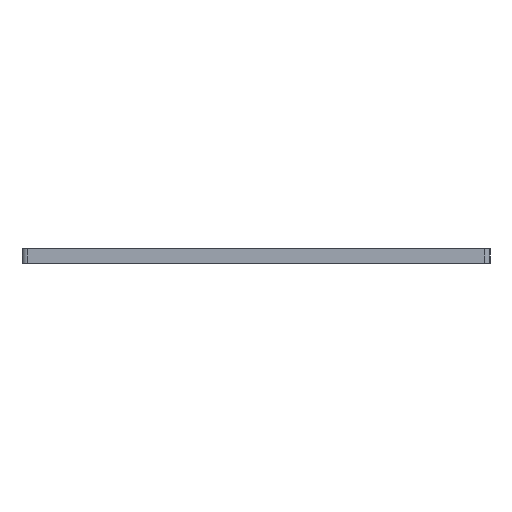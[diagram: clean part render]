
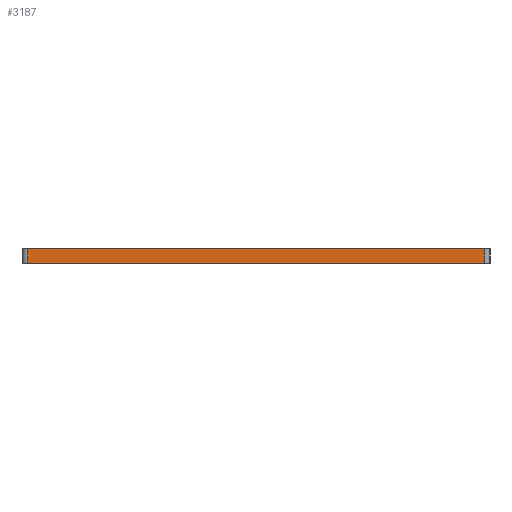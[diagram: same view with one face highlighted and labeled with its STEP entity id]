
A CAD part, left-side view. The second image highlights one B-rep face of the part: STEP entity #3187.
In plain terms, the highlighted planar face has unit normal (-1, 0, 0).
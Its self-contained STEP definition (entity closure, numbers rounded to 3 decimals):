
#72 = PLANE('',#73);
#73 = AXIS2_PLACEMENT_3D('',#74,#75,#76);
#74 = CARTESIAN_POINT('',(25.2,38.4,0.));
#75 = DIRECTION('',(0.,0.,-1.));
#76 = DIRECTION('',(-1.,0.,0.));
#126 = PLANE('',#127);
#127 = AXIS2_PLACEMENT_3D('',#128,#129,#130);
#128 = CARTESIAN_POINT('',(25.2,38.4,-2.02)
  );
#129 = DIRECTION('',(0.,0.,-1.));
#130 = DIRECTION('',(-1.,0.,0.));
#3069 = CYLINDRICAL_SURFACE('',#3070,0.751);
#3070 = AXIS2_PLACEMENT_3D('',#3071,#3072,#3073);
#3071 = CARTESIAN_POINT('',(25.226,102.649,-2.02)
  );
#3072 = DIRECTION('',(0.,0.,-1.));
#3073 = DIRECTION('',(-0.002,1.,0.));
#3107 = VERTEX_POINT('',#3108);
#3108 = CARTESIAN_POINT('',(24.475,102.65,0.));
#3134 = EDGE_CURVE('',#3135,#3107,#3137,.T.);
#3135 = VERTEX_POINT('',#3136);
#3136 = CARTESIAN_POINT('',(24.475,102.65,-2.02)
  );
#3137 = SURFACE_CURVE('',#3138,(#3142,#3149),.PCURVE_S1.);
#3138 = LINE('',#3139,#3140);
#3139 = CARTESIAN_POINT('',(24.475,102.65,-2.02)
  );
#3140 = VECTOR('',#3141,1.);
#3141 = DIRECTION('',(0.,0.,1.));
#3142 = PCURVE('',#3069,#3143);
#3143 = DEFINITIONAL_REPRESENTATION('',(#3144),#3148);
#3144 = LINE('',#3145,#3146);
#3145 = CARTESIAN_POINT('',(-1.568,0.));
#3146 = VECTOR('',#3147,1.);
#3147 = DIRECTION('',(0.,-1.));
#3148 = ( GEOMETRIC_REPRESENTATION_CONTEXT(2) 
PARAMETRIC_REPRESENTATION_CONTEXT() REPRESENTATION_CONTEXT('2D SPACE',''
  ) );
#3149 = PCURVE('',#3150,#3155);
#3150 = PLANE('',#3151);
#3151 = AXIS2_PLACEMENT_3D('',#3152,#3153,#3154);
#3152 = CARTESIAN_POINT('',(24.475,102.65,-2.02)
  );
#3153 = DIRECTION('',(1.,0.,0.));
#3154 = DIRECTION('',(0.,-1.,0.));
#3155 = DEFINITIONAL_REPRESENTATION('',(#3156),#3160);
#3156 = LINE('',#3157,#3158);
#3157 = CARTESIAN_POINT('',(0.,0.));
#3158 = VECTOR('',#3159,1.);
#3159 = DIRECTION('',(0.,-1.));
#3160 = ( GEOMETRIC_REPRESENTATION_CONTEXT(2) 
PARAMETRIC_REPRESENTATION_CONTEXT() REPRESENTATION_CONTEXT('2D SPACE',''
  ) );
#3187 = ADVANCED_FACE('',(#3188),#3150,.F.);
#3188 = FACE_BOUND('',#3189,.F.);
#3189 = EDGE_LOOP('',(#3190,#3191,#3214,#3242));
#3190 = ORIENTED_EDGE('',*,*,#3134,.T.);
#3191 = ORIENTED_EDGE('',*,*,#3192,.T.);
#3192 = EDGE_CURVE('',#3107,#3193,#3195,.T.);
#3193 = VERTEX_POINT('',#3194);
#3194 = CARTESIAN_POINT('',(24.475,39.125,0.));
#3195 = SURFACE_CURVE('',#3196,(#3200,#3207),.PCURVE_S1.);
#3196 = LINE('',#3197,#3198);
#3197 = CARTESIAN_POINT('',(24.475,102.65,0.));
#3198 = VECTOR('',#3199,1.);
#3199 = DIRECTION('',(0.,-1.,0.));
#3200 = PCURVE('',#3150,#3201);
#3201 = DEFINITIONAL_REPRESENTATION('',(#3202),#3206);
#3202 = LINE('',#3203,#3204);
#3203 = CARTESIAN_POINT('',(0.,-2.02));
#3204 = VECTOR('',#3205,1.);
#3205 = DIRECTION('',(1.,0.));
#3206 = ( GEOMETRIC_REPRESENTATION_CONTEXT(2) 
PARAMETRIC_REPRESENTATION_CONTEXT() REPRESENTATION_CONTEXT('2D SPACE',''
  ) );
#3207 = PCURVE('',#72,#3208);
#3208 = DEFINITIONAL_REPRESENTATION('',(#3209),#3213);
#3209 = LINE('',#3210,#3211);
#3210 = CARTESIAN_POINT('',(0.725,64.25));
#3211 = VECTOR('',#3212,1.);
#3212 = DIRECTION('',(0.,-1.));
#3213 = ( GEOMETRIC_REPRESENTATION_CONTEXT(2) 
PARAMETRIC_REPRESENTATION_CONTEXT() REPRESENTATION_CONTEXT('2D SPACE',''
  ) );
#3214 = ORIENTED_EDGE('',*,*,#3215,.F.);
#3215 = EDGE_CURVE('',#3216,#3193,#3218,.T.);
#3216 = VERTEX_POINT('',#3217);
#3217 = CARTESIAN_POINT('',(24.475,39.125,-2.02));
#3218 = SURFACE_CURVE('',#3219,(#3223,#3230),.PCURVE_S1.);
#3219 = LINE('',#3220,#3221);
#3220 = CARTESIAN_POINT('',(24.475,39.125,-2.02));
#3221 = VECTOR('',#3222,1.);
#3222 = DIRECTION('',(0.,0.,1.));
#3223 = PCURVE('',#3150,#3224);
#3224 = DEFINITIONAL_REPRESENTATION('',(#3225),#3229);
#3225 = LINE('',#3226,#3227);
#3226 = CARTESIAN_POINT('',(63.525,0.));
#3227 = VECTOR('',#3228,1.);
#3228 = DIRECTION('',(0.,-1.));
#3229 = ( GEOMETRIC_REPRESENTATION_CONTEXT(2) 
PARAMETRIC_REPRESENTATION_CONTEXT() REPRESENTATION_CONTEXT('2D SPACE',''
  ) );
#3230 = PCURVE('',#3231,#3236);
#3231 = CYLINDRICAL_SURFACE('',#3232,0.724);
#3232 = AXIS2_PLACEMENT_3D('',#3233,#3234,#3235);
#3233 = CARTESIAN_POINT('',(25.199,39.124,-2.02)
  );
#3234 = DIRECTION('',(0.,0.,-1.));
#3235 = DIRECTION('',(-1.,0.002,0.));
#3236 = DEFINITIONAL_REPRESENTATION('',(#3237),#3241);
#3237 = LINE('',#3238,#3239);
#3238 = CARTESIAN_POINT('',(0.,0.));
#3239 = VECTOR('',#3240,1.);
#3240 = DIRECTION('',(0.,-1.));
#3241 = ( GEOMETRIC_REPRESENTATION_CONTEXT(2) 
PARAMETRIC_REPRESENTATION_CONTEXT() REPRESENTATION_CONTEXT('2D SPACE',''
  ) );
#3242 = ORIENTED_EDGE('',*,*,#3243,.F.);
#3243 = EDGE_CURVE('',#3135,#3216,#3244,.T.);
#3244 = SURFACE_CURVE('',#3245,(#3249,#3256),.PCURVE_S1.);
#3245 = LINE('',#3246,#3247);
#3246 = CARTESIAN_POINT('',(24.475,102.65,-2.02)
  );
#3247 = VECTOR('',#3248,1.);
#3248 = DIRECTION('',(0.,-1.,0.));
#3249 = PCURVE('',#3150,#3250);
#3250 = DEFINITIONAL_REPRESENTATION('',(#3251),#3255);
#3251 = LINE('',#3252,#3253);
#3252 = CARTESIAN_POINT('',(0.,0.));
#3253 = VECTOR('',#3254,1.);
#3254 = DIRECTION('',(1.,0.));
#3255 = ( GEOMETRIC_REPRESENTATION_CONTEXT(2) 
PARAMETRIC_REPRESENTATION_CONTEXT() REPRESENTATION_CONTEXT('2D SPACE',''
  ) );
#3256 = PCURVE('',#126,#3257);
#3257 = DEFINITIONAL_REPRESENTATION('',(#3258),#3262);
#3258 = LINE('',#3259,#3260);
#3259 = CARTESIAN_POINT('',(0.725,64.25));
#3260 = VECTOR('',#3261,1.);
#3261 = DIRECTION('',(0.,-1.));
#3262 = ( GEOMETRIC_REPRESENTATION_CONTEXT(2) 
PARAMETRIC_REPRESENTATION_CONTEXT() REPRESENTATION_CONTEXT('2D SPACE',''
  ) );
